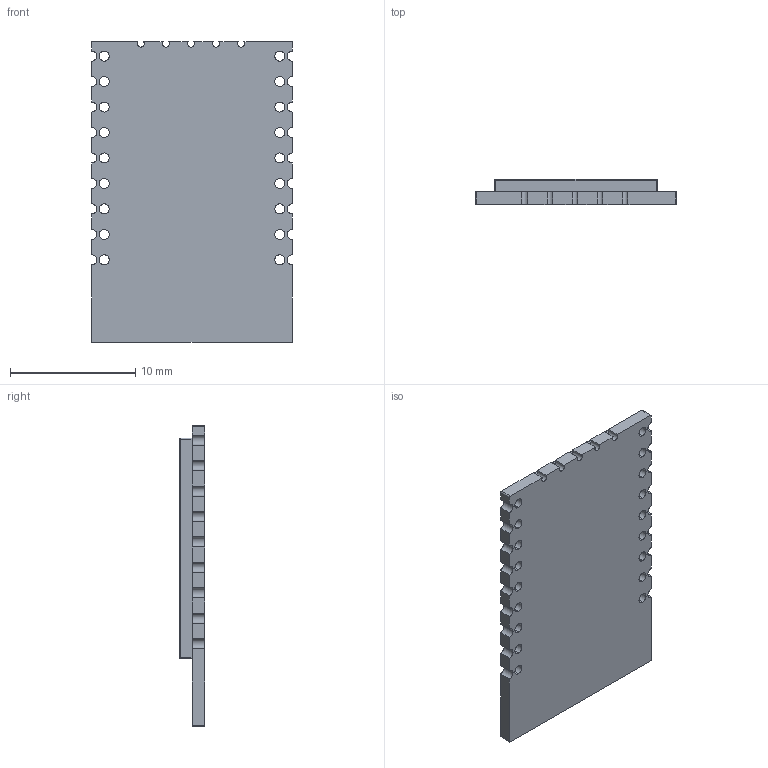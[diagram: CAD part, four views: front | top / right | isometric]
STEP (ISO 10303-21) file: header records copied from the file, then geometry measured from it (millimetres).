
FILE_DESCRIPTION (( 'STEP AP203' ), '1' );
FILE_NAME ('air640w.STEP', '2021-02-16T13:09:18', ( '' ), ( '' ), 'SwSTEP 2.0', 'SolidWorks 2019', '' );
FILE_SCHEMA (( 'CONFIG_CONTROL_DESIGN' ));
Length unit declared in the file: millimetre
Products named in the file (1): air640w
Bounding box: 16 x 2 x 24 mm (x, y, z)
Volume: 598.1 mm3; surface area: 934.3 mm2
Topology: 1 solids, 1 shells, 145 faces, 418 edges, 272 vertices
Faces by surface type: cylinder 107, plane 34, sphere 4
Entity records: 4975 total; most frequent: DIRECTION 920, CARTESIAN_POINT 832, ORIENTED_EDGE 828, EDGE_CURVE 414, AXIS2_PLACEMENT_3D 360, VERTEX_POINT 272, CIRCLE 214, VECTOR 200
